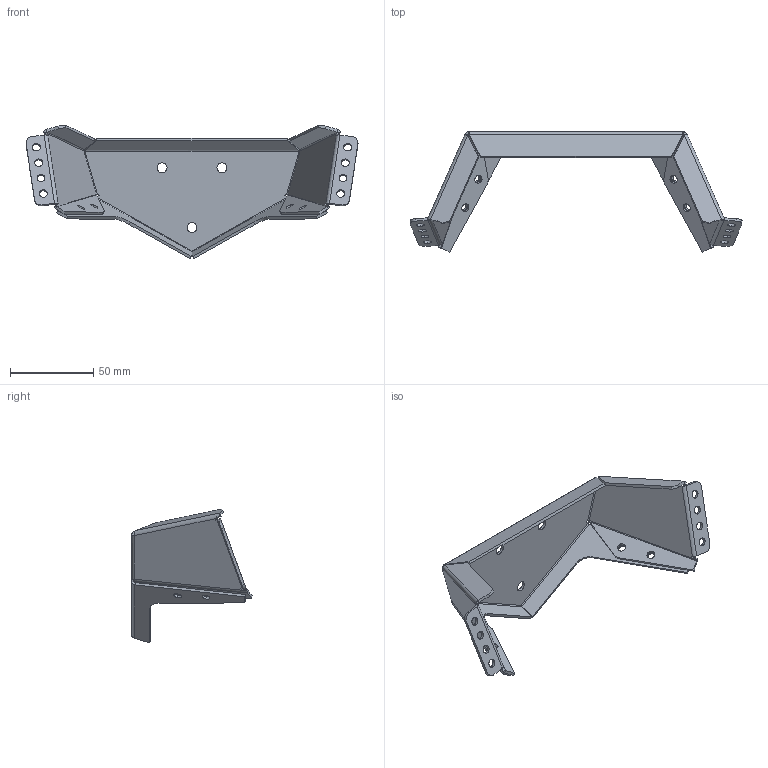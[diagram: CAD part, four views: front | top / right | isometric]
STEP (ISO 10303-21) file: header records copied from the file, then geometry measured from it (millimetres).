
FILE_DESCRIPTION (( 'STEP AP214' ), '1' );
FILE_NAME ('37 - tank mount rear.STEP', '2016-11-26T22:48:46', ( '' ), ( '' ), 'SwSTEP 2.0', 'SolidWorks 2014', '' );
FILE_SCHEMA (( 'AUTOMOTIVE_DESIGN' ));
Length unit declared in the file: millimetre
Products named in the file (1): 37 - tank mount rear
Bounding box: 199.68 x 72.52 x 80.46 mm (x, y, z)
Volume: 30984.9 mm3; surface area: 39766.3 mm2
Topology: 1 solids, 1 shells, 192 faces, 482 edges, 292 vertices
Faces by surface type: plane 91, cylinder 61, bspline 40
Entity records: 6694 total; most frequent: CARTESIAN_POINT 2315, ORIENTED_EDGE 964, DIRECTION 794, EDGE_CURVE 482, VECTOR 308, LINE 308, VERTEX_POINT 292, AXIS2_PLACEMENT_3D 243
